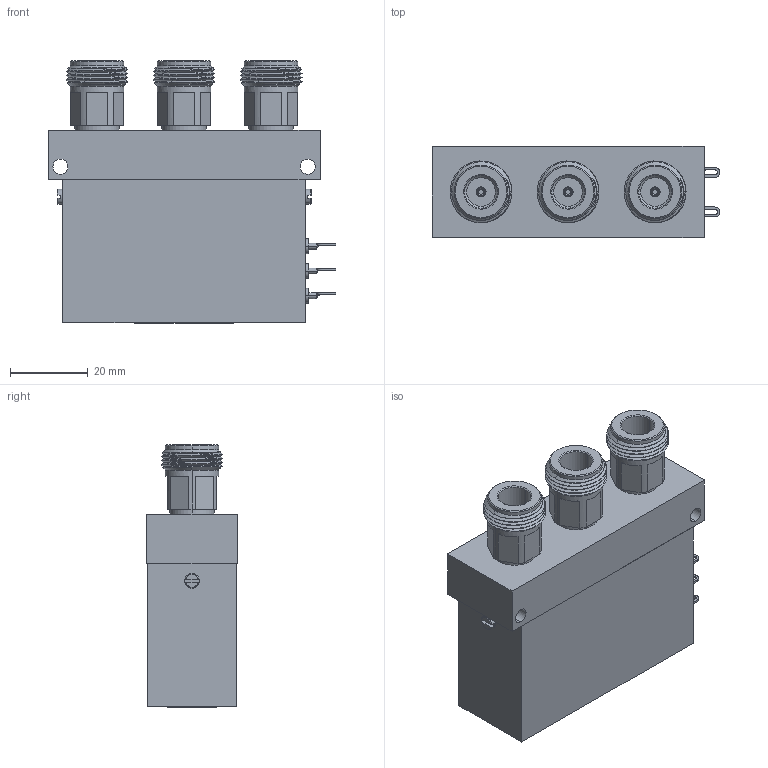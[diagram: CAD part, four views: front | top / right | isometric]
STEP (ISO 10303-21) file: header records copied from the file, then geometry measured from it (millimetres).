
FILE_DESCRIPTION (( 'STEP AP214' ), '1' );
FILE_NAME ('PE71S6460.step', '2021-02-25T20:39:26', ( '' ), ( '' ), 'SwSTEP 2.0', 'SolidWorks 2018', '' );
FILE_SCHEMA (( 'AUTOMOTIVE_DESIGN' ));
Length unit declared in the file: inch
Products named in the file (1): PE71S6460
Bounding box: 73.91 x 23.37 x 67.36 mm (x, y, z)
Volume: 78985.1 mm3; surface area: 16931.2 mm2
Topology: 1 solids, 1 shells, 667 faces, 1786 edges, 1166 vertices
Faces by surface type: plane 338, cylinder 151, bspline 127, cone 45, torus 6
Entity records: 31372 total; most frequent: CARTESIAN_POINT 15572, ORIENTED_EDGE 3548, DIRECTION 2858, EDGE_CURVE 1774, VERTEX_POINT 1166, VECTOR 972, LINE 972, AXIS2_PLACEMENT_3D 943
